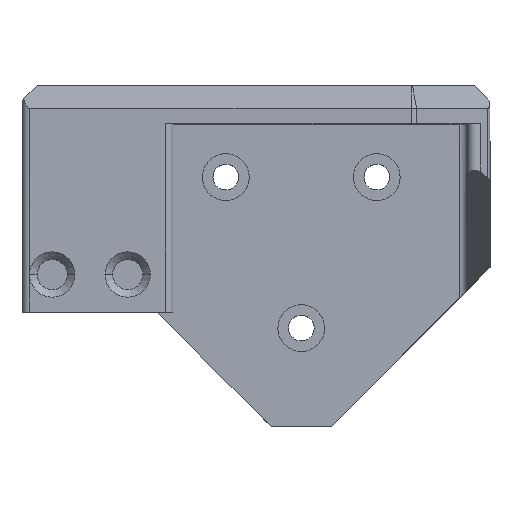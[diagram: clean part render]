
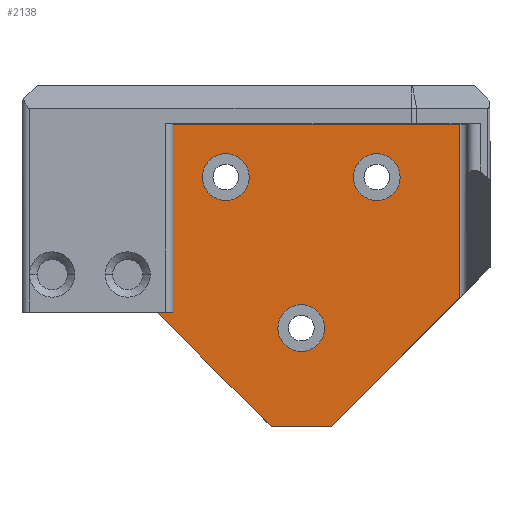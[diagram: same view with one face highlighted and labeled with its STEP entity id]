
A CAD part, top view. The second image highlights one B-rep face of the part: STEP entity #2138.
In plain terms, the highlighted planar face has unit normal (0, 0, 1).
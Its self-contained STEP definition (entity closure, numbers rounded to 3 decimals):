
#119 = EDGE_CURVE ( 'NONE', #1458, #2520, #2207, .T. ) ;
#146 = EDGE_CURVE ( 'NONE', #1458, #704, #1958, .T. ) ;
#212 = DIRECTION ( 'NONE',  ( 0.707, -0.707, 0. ) ) ;
#240 = EDGE_CURVE ( 'NONE', #2510, #1309, #2297, .T. ) ;
#268 = FACE_BOUND ( 'NONE', #321, .T. ) ;
#277 = ORIENTED_EDGE ( 'NONE', *, *, #1975, .T. ) ;
#285 = DIRECTION ( 'NONE',  ( 1., 0., 0. ) ) ;
#314 = EDGE_LOOP ( 'NONE', ( #1699, #1042 ) ) ;
#321 = EDGE_LOOP ( 'NONE', ( #2659, #1152 ) ) ;
#328 = AXIS2_PLACEMENT_3D ( 'NONE', #3086, #3146, #588 ) ;
#332 = FACE_OUTER_BOUND ( 'NONE', #838, .T. ) ;
#393 = CARTESIAN_POINT ( 'NONE',  ( 4., -22.5, 5. ) ) ;
#542 = CARTESIAN_POINT ( 'NONE',  ( 21., -5.5, 5. ) ) ;
#568 = VECTOR ( 'NONE', #1168, 1000. ) ;
#588 = DIRECTION ( 'NONE',  ( 1., 0., 0. ) ) ;
#660 = CARTESIAN_POINT ( 'NONE',  ( -21., 17.5, 5. ) ) ;
#691 = EDGE_CURVE ( 'NONE', #2096, #2510, #3208, .T. ) ;
#704 = VERTEX_POINT ( 'NONE', #2976 ) ;
#832 = EDGE_CURVE ( 'NONE', #2994, #1029, #3158, .T. ) ;
#838 = EDGE_LOOP ( 'NONE', ( #842, #2486, #277, #1724, #3015, #1192 ) ) ;
#842 = ORIENTED_EDGE ( 'NONE', *, *, #691, .T. ) ;
#891 = DIRECTION ( 'NONE',  ( 0., 0., 1. ) ) ;
#906 = CARTESIAN_POINT ( 'NONE',  ( -13.1, 10.5, 5. ) ) ;
#962 = DIRECTION ( 'NONE',  ( 0., 0., 1. ) ) ;
#1017 = DIRECTION ( 'NONE',  ( 1., 0., 0. ) ) ;
#1023 = PLANE ( 'NONE',  #3010 ) ;
#1029 = VERTEX_POINT ( 'NONE', #2426 ) ;
#1042 = ORIENTED_EDGE ( 'NONE', *, *, #2943, .F. ) ;
#1083 = VERTEX_POINT ( 'NONE', #906 ) ;
#1088 = EDGE_CURVE ( 'NONE', #2328, #1083, #1687, .T. ) ;
#1103 = DIRECTION ( 'NONE',  ( 1., 0., 0. ) ) ;
#1110 = CARTESIAN_POINT ( 'NONE',  ( 6.9, 10.5, 5. ) ) ;
#1149 = VECTOR ( 'NONE', #1466, 1000. ) ;
#1152 = ORIENTED_EDGE ( 'NONE', *, *, #2707, .F. ) ;
#1167 = DIRECTION ( 'NONE',  ( 1., 0., 0. ) ) ;
#1168 = DIRECTION ( 'NONE',  ( 0., -1., 0. ) ) ;
#1192 = ORIENTED_EDGE ( 'NONE', *, *, #2056, .T. ) ;
#1193 = CARTESIAN_POINT ( 'NONE',  ( 0., -9.5, 5. ) ) ;
#1198 = CARTESIAN_POINT ( 'NONE',  ( -13.25, -13.25, 5. ) ) ;
#1222 = CARTESIAN_POINT ( 'NONE',  ( -25., 17.5, 5. ) ) ;
#1289 = CARTESIAN_POINT ( 'NONE',  ( 0., 0., 5. ) ) ;
#1290 = AXIS2_PLACEMENT_3D ( 'NONE', #1193, #962, #2181 ) ;
#1309 = VERTEX_POINT ( 'NONE', #542 ) ;
#1331 = FACE_BOUND ( 'NONE', #314, .T. ) ;
#1440 = EDGE_CURVE ( 'NONE', #3168, #2577, #3110, .T. ) ;
#1448 = DIRECTION ( 'NONE',  ( 0., 1., 0. ) ) ;
#1458 = VERTEX_POINT ( 'NONE', #660 ) ;
#1466 = DIRECTION ( 'NONE',  ( 1., 0., 0. ) ) ;
#1533 = FACE_BOUND ( 'NONE', #2005, .T. ) ;
#1590 = CARTESIAN_POINT ( 'NONE',  ( 3.1, -9.5, 5. ) ) ;
#1637 = CARTESIAN_POINT ( 'NONE',  ( 10., 10.5, 5. ) ) ;
#1681 = CARTESIAN_POINT ( 'NONE',  ( 10., 10.5, 5. ) ) ;
#1687 = CIRCLE ( 'NONE', #1939, 3.1 ) ;
#1688 = CARTESIAN_POINT ( 'NONE',  ( -10., 10.5, 5. ) ) ;
#1699 = ORIENTED_EDGE ( 'NONE', *, *, #1440, .F. ) ;
#1724 = ORIENTED_EDGE ( 'NONE', *, *, #146, .F. ) ;
#1895 = DIRECTION ( 'NONE',  ( 0., 0., 1. ) ) ;
#1896 = DIRECTION ( 'NONE',  ( 1., 0., 0. ) ) ;
#1939 = AXIS2_PLACEMENT_3D ( 'NONE', #1688, #891, #1896 ) ;
#1958 = LINE ( 'NONE', #1222, #1149 ) ;
#1964 = ORIENTED_EDGE ( 'NONE', *, *, #1088, .F. ) ;
#1975 = EDGE_CURVE ( 'NONE', #1309, #704, #3251, .T. ) ;
#2005 = EDGE_LOOP ( 'NONE', ( #1964, #2392 ) ) ;
#2056 = EDGE_CURVE ( 'NONE', #2520, #2096, #2465, .T. ) ;
#2096 = VERTEX_POINT ( 'NONE', #2484 ) ;
#2138 = ADVANCED_FACE ( 'NONE', ( #1331, #1533, #268, #332 ), #1023, .T. ) ;
#2176 = CIRCLE ( 'NONE', #328, 3.1 ) ;
#2181 = DIRECTION ( 'NONE',  ( 1., 0., 0. ) ) ;
#2182 = CARTESIAN_POINT ( 'NONE',  ( -25., -22.5, 5. ) ) ;
#2201 = CARTESIAN_POINT ( 'NONE',  ( 21., 0., 5. ) ) ;
#2207 = LINE ( 'NONE', #3219, #568 ) ;
#2211 = AXIS2_PLACEMENT_3D ( 'NONE', #1681, #2419, #1167 ) ;
#2255 = DIRECTION ( 'NONE',  ( 0., 0., 1. ) ) ;
#2271 = AXIS2_PLACEMENT_3D ( 'NONE', #2303, #2255, #1017 ) ;
#2297 = LINE ( 'NONE', #3049, #2466 ) ;
#2303 = CARTESIAN_POINT ( 'NONE',  ( 0., -9.5, 5. ) ) ;
#2328 = VERTEX_POINT ( 'NONE', #3062 ) ;
#2362 = CARTESIAN_POINT ( 'NONE',  ( -21., -5.5, 5. ) ) ;
#2392 = ORIENTED_EDGE ( 'NONE', *, *, #3191, .F. ) ;
#2419 = DIRECTION ( 'NONE',  ( 0., 0., 1. ) ) ;
#2426 = CARTESIAN_POINT ( 'NONE',  ( -3.1, -9.5, 5. ) ) ;
#2465 = LINE ( 'NONE', #1198, #3116 ) ;
#2466 = VECTOR ( 'NONE', #3254, 1000. ) ;
#2484 = CARTESIAN_POINT ( 'NONE',  ( -4., -22.5, 5. ) ) ;
#2486 = ORIENTED_EDGE ( 'NONE', *, *, #240, .T. ) ;
#2510 = VERTEX_POINT ( 'NONE', #393 ) ;
#2520 = VERTEX_POINT ( 'NONE', #2362 ) ;
#2521 = VECTOR ( 'NONE', #2937, 1000. ) ;
#2552 = DIRECTION ( 'NONE',  ( 0., 0., 1. ) ) ;
#2577 = VERTEX_POINT ( 'NONE', #1110 ) ;
#2652 = AXIS2_PLACEMENT_3D ( 'NONE', #1637, #1895, #1103 ) ;
#2659 = ORIENTED_EDGE ( 'NONE', *, *, #832, .F. ) ;
#2707 = EDGE_CURVE ( 'NONE', #1029, #2994, #2966, .T. ) ;
#2896 = VECTOR ( 'NONE', #1448, 1000. ) ;
#2912 = CIRCLE ( 'NONE', #2652, 3.1 ) ;
#2937 = DIRECTION ( 'NONE',  ( 1., 0., 0. ) ) ;
#2943 = EDGE_CURVE ( 'NONE', #2577, #3168, #2912, .T. ) ;
#2966 = CIRCLE ( 'NONE', #1290, 3.1 ) ;
#2976 = CARTESIAN_POINT ( 'NONE',  ( 21., 17.5, 5. ) ) ;
#2994 = VERTEX_POINT ( 'NONE', #1590 ) ;
#3010 = AXIS2_PLACEMENT_3D ( 'NONE', #1289, #2552, #285 ) ;
#3015 = ORIENTED_EDGE ( 'NONE', *, *, #119, .T. ) ;
#3049 = CARTESIAN_POINT ( 'NONE',  ( 13.25, -13.25, 5. ) ) ;
#3051 = CARTESIAN_POINT ( 'NONE',  ( 13.1, 10.5, 5. ) ) ;
#3062 = CARTESIAN_POINT ( 'NONE',  ( -6.9, 10.5, 5. ) ) ;
#3086 = CARTESIAN_POINT ( 'NONE',  ( -10., 10.5, 5. ) ) ;
#3110 = CIRCLE ( 'NONE', #2211, 3.1 ) ;
#3116 = VECTOR ( 'NONE', #212, 1000. ) ;
#3146 = DIRECTION ( 'NONE',  ( 0., 0., 1. ) ) ;
#3158 = CIRCLE ( 'NONE', #2271, 3.1 ) ;
#3168 = VERTEX_POINT ( 'NONE', #3051 ) ;
#3191 = EDGE_CURVE ( 'NONE', #1083, #2328, #2176, .T. ) ;
#3208 = LINE ( 'NONE', #2182, #2521 ) ;
#3219 = CARTESIAN_POINT ( 'NONE',  ( -21., 0., 5. ) ) ;
#3251 = LINE ( 'NONE', #2201, #2896 ) ;
#3254 = DIRECTION ( 'NONE',  ( 0.707, 0.707, 0. ) ) ;
